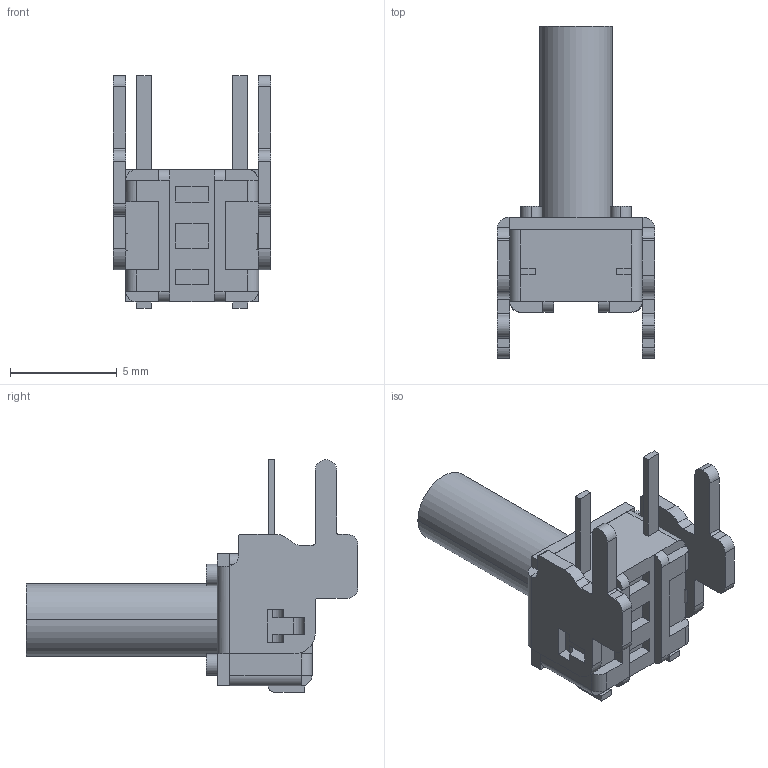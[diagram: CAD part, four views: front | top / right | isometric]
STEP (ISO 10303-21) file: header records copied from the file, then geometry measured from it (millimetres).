
FILE_DESCRIPTION (( 'STEP AP214' ), '1' );
FILE_NAME ('User Library-TS-A6PV-130.STEP', '2020-12-04T06:35:16', ( '' ), ( '' ), 'SwSTEP 2.0', 'SolidWorks 2020', '' );
FILE_SCHEMA (( 'AUTOMOTIVE_DESIGN' ));
Length unit declared in the file: millimetre
Products named in the file (6): _X2_041A043E0440043F04430441_X0_; _X2_041A043E043D04420430043A0442044B_X0_; _X2_043A043D043E043F043A0430_X0_; _X2_041E0441043D043E04320430_X0_; _X2_041404380441043A_X0_; User Library-TS-A6PV-130
Assembly tree (5 placements, depth 2):
  User Library-TS-A6PV-130
    _X2_041E0441043D043E04320430_X0_
    _X2_041404380441043A_X0_
    _X2_041A043E0440043F04430441_X0_
    _X2_043A043D043E043F043A0430_X0_
    _X2_041A043E043D04420430043A0442044B_X0_
Bounding box: 7.4 x 15.55 x 10.9 mm (x, y, z)
Volume: 261.8 mm3; surface area: 704.8 mm2
Topology: 6 solids, 6 shells, 246 faces, 642 edges, 414 vertices
Faces by surface type: plane 161, cylinder 81, cone 4
Entity records: 10604 total; most frequent: CARTESIAN_POINT 1525, ORIENTED_EDGE 1284, DIRECTION 1253, EDGE_CURVE 642, VECTOR 465, LINE 465, VERTEX_POINT 414, AXIS2_PLACEMENT_3D 394
